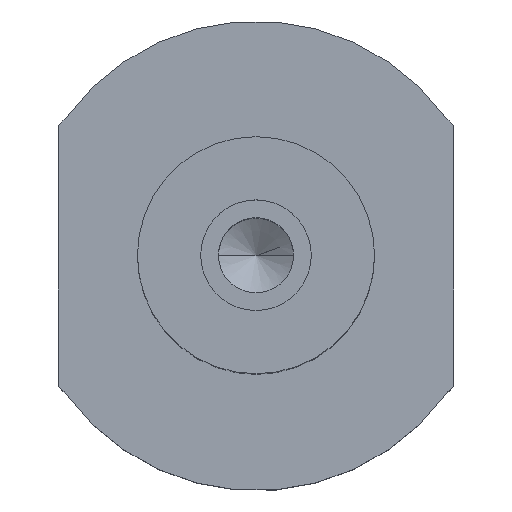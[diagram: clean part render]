
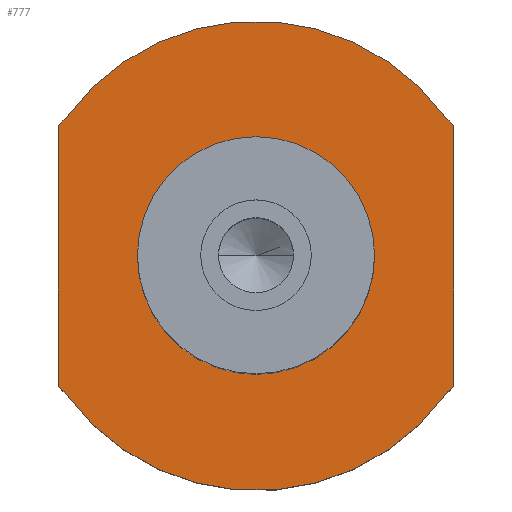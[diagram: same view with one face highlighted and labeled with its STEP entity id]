
A CAD part, top view. The second image highlights one B-rep face of the part: STEP entity #777.
In plain terms, the highlighted planar face has unit normal (0, 0, 1).
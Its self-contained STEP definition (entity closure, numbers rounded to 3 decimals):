
#12 = CARTESIAN_POINT ( 'NONE',  ( 5., 0., 3.5 ) ) ;
#41 = LINE ( 'NONE', #893, #158 ) ;
#57 = ORIENTED_EDGE ( 'NONE', *, *, #902, .T. ) ;
#76 = VERTEX_POINT ( 'NONE', #155 ) ;
#116 = CARTESIAN_POINT ( 'NONE',  ( 6.65, -1.65, 3.5 ) ) ;
#117 = EDGE_CURVE ( 'NONE', #1220, #1318, #1045, .T. ) ;
#155 = CARTESIAN_POINT ( 'NONE',  ( -4.8, -3.5, 3.5 ) ) ;
#158 = VECTOR ( 'NONE', #1128, 1000. ) ;
#162 = DIRECTION ( 'NONE',  ( 1., 0., 0. ) ) ;
#186 = DIRECTION ( 'NONE',  ( 0., 0., 1. ) ) ;
#190 = DIRECTION ( 'NONE',  ( 0.707, -0.707, 0. ) ) ;
#211 = CARTESIAN_POINT ( 'NONE',  ( -4.8, 3.5, 3.5 ) ) ;
#224 = EDGE_CURVE ( 'NONE', #76, #1014, #1361, .T. ) ;
#226 = CARTESIAN_POINT ( 'NONE',  ( -5., 0., 3.5 ) ) ;
#262 = DIRECTION ( 'NONE',  ( 1., 0., 0. ) ) ;
#297 = CARTESIAN_POINT ( 'NONE',  ( 5., 3.3, 3.5 ) ) ;
#304 = CARTESIAN_POINT ( 'NONE',  ( -5., 3.3, 3.5 ) ) ;
#324 = VERTEX_POINT ( 'NONE', #895 ) ;
#339 = CARTESIAN_POINT ( 'NONE',  ( 5., 0., 3.5 ) ) ;
#348 = EDGE_CURVE ( 'NONE', #324, #654, #647, .T. ) ;
#366 = CIRCLE ( 'NONE', #1164, 5.941 ) ;
#370 = EDGE_LOOP ( 'NONE', ( #1167, #897, #696, #1399, #1300, #57, #488, #588 ) ) ;
#373 = VERTEX_POINT ( 'NONE', #778 ) ;
#380 = DIRECTION ( 'NONE',  ( 0., 0., 1. ) ) ;
#428 = EDGE_CURVE ( 'NONE', #1014, #1326, #1096, .T. ) ;
#439 = FACE_OUTER_BOUND ( 'NONE', #370, .T. ) ;
#481 = DIRECTION ( 'NONE',  ( 1., 0., 0. ) ) ;
#488 = ORIENTED_EDGE ( 'NONE', *, *, #1010, .T. ) ;
#524 = CARTESIAN_POINT ( 'NONE',  ( -1.65, 6.65, 3.5 ) ) ;
#530 = LINE ( 'NONE', #339, #822 ) ;
#536 = DIRECTION ( 'NONE',  ( 0., 0., 1. ) ) ;
#561 = DIRECTION ( 'NONE',  ( 0., 1., 0. ) ) ;
#577 = EDGE_CURVE ( 'NONE', #1318, #1220, #843, .T. ) ;
#588 = ORIENTED_EDGE ( 'NONE', *, *, #348, .F. ) ;
#592 = AXIS2_PLACEMENT_3D ( 'NONE', #741, #186, #1177 ) ;
#610 = CARTESIAN_POINT ( 'NONE',  ( 5., -3.3, 3.5 ) ) ;
#647 = LINE ( 'NONE', #226, #1317 ) ;
#654 = VERTEX_POINT ( 'NONE', #304 ) ;
#666 = DIRECTION ( 'NONE',  ( 0.707, 0.707, 0. ) ) ;
#689 = EDGE_CURVE ( 'NONE', #324, #76, #840, .T. ) ;
#696 = ORIENTED_EDGE ( 'NONE', *, *, #428, .T. ) ;
#720 = VERTEX_POINT ( 'NONE', #211 ) ;
#729 = VECTOR ( 'NONE', #666, 1000. ) ;
#741 = CARTESIAN_POINT ( 'NONE',  ( 0., 0., 3.5 ) ) ;
#748 = EDGE_CURVE ( 'NONE', #1326, #985, #530, .T. ) ;
#754 = VECTOR ( 'NONE', #1383, 1000. ) ;
#755 = DIRECTION ( 'NONE',  ( 0., 1., 0. ) ) ;
#777 = ADVANCED_FACE ( 'NONE', ( #439, #887 ), #1294, .T. ) ;
#778 = CARTESIAN_POINT ( 'NONE',  ( 4.8, 3.5, 3.5 ) ) ;
#779 = EDGE_LOOP ( 'NONE', ( #1049, #1105 ) ) ;
#804 = CARTESIAN_POINT ( 'NONE',  ( 0., 0., 3.5 ) ) ;
#806 = CARTESIAN_POINT ( 'NONE',  ( 0., 0., 3.5 ) ) ;
#822 = VECTOR ( 'NONE', #755, 1000. ) ;
#840 = LINE ( 'NONE', #1274, #1050 ) ;
#843 = CIRCLE ( 'NONE', #1024, 3. ) ;
#860 = AXIS2_PLACEMENT_3D ( 'NONE', #806, #1238, #162 ) ;
#887 = FACE_BOUND ( 'NONE', #779, .T. ) ;
#893 = CARTESIAN_POINT ( 'NONE',  ( 6.65, 1.65, 3.5 ) ) ;
#895 = CARTESIAN_POINT ( 'NONE',  ( -5., -3.3, 3.5 ) ) ;
#896 = EDGE_CURVE ( 'NONE', #985, #373, #41, .T. ) ;
#897 = ORIENTED_EDGE ( 'NONE', *, *, #224, .T. ) ;
#899 = CARTESIAN_POINT ( 'NONE',  ( 0., 0., 3.5 ) ) ;
#902 = EDGE_CURVE ( 'NONE', #373, #720, #366, .T. ) ;
#985 = VERTEX_POINT ( 'NONE', #297 ) ;
#1010 = EDGE_CURVE ( 'NONE', #720, #654, #1046, .T. ) ;
#1014 = VERTEX_POINT ( 'NONE', #1168 ) ;
#1024 = AXIS2_PLACEMENT_3D ( 'NONE', #804, #1237, #262 ) ;
#1045 = CIRCLE ( 'NONE', #860, 3. ) ;
#1046 = LINE ( 'NONE', #524, #754 ) ;
#1049 = ORIENTED_EDGE ( 'NONE', *, *, #117, .F. ) ;
#1050 = VECTOR ( 'NONE', #190, 1000. ) ;
#1096 = LINE ( 'NONE', #116, #729 ) ;
#1105 = ORIENTED_EDGE ( 'NONE', *, *, #577, .F. ) ;
#1128 = DIRECTION ( 'NONE',  ( -0.707, 0.707, 0. ) ) ;
#1141 = CARTESIAN_POINT ( 'NONE',  ( 3., 0., 3.5 ) ) ;
#1164 = AXIS2_PLACEMENT_3D ( 'NONE', #899, #380, #481 ) ;
#1167 = ORIENTED_EDGE ( 'NONE', *, *, #689, .T. ) ;
#1168 = CARTESIAN_POINT ( 'NONE',  ( 4.8, -3.5, 3.5 ) ) ;
#1177 = DIRECTION ( 'NONE',  ( 1., 0., 0. ) ) ;
#1182 = CARTESIAN_POINT ( 'NONE',  ( -3., 0., 3.5 ) ) ;
#1220 = VERTEX_POINT ( 'NONE', #1182 ) ;
#1237 = DIRECTION ( 'NONE',  ( 0., 0., 1. ) ) ;
#1238 = DIRECTION ( 'NONE',  ( 0., 0., 1. ) ) ;
#1250 = AXIS2_PLACEMENT_3D ( 'NONE', #12, #536, #1322 ) ;
#1274 = CARTESIAN_POINT ( 'NONE',  ( -1.65, -6.65, 3.5 ) ) ;
#1294 = PLANE ( 'NONE',  #1250 ) ;
#1300 = ORIENTED_EDGE ( 'NONE', *, *, #896, .T. ) ;
#1317 = VECTOR ( 'NONE', #561, 1000. ) ;
#1318 = VERTEX_POINT ( 'NONE', #1141 ) ;
#1322 = DIRECTION ( 'NONE',  ( 1., 0., 0. ) ) ;
#1326 = VERTEX_POINT ( 'NONE', #610 ) ;
#1361 = CIRCLE ( 'NONE', #592, 5.941 ) ;
#1383 = DIRECTION ( 'NONE',  ( -0.707, -0.707, 0. ) ) ;
#1399 = ORIENTED_EDGE ( 'NONE', *, *, #748, .T. ) ;
